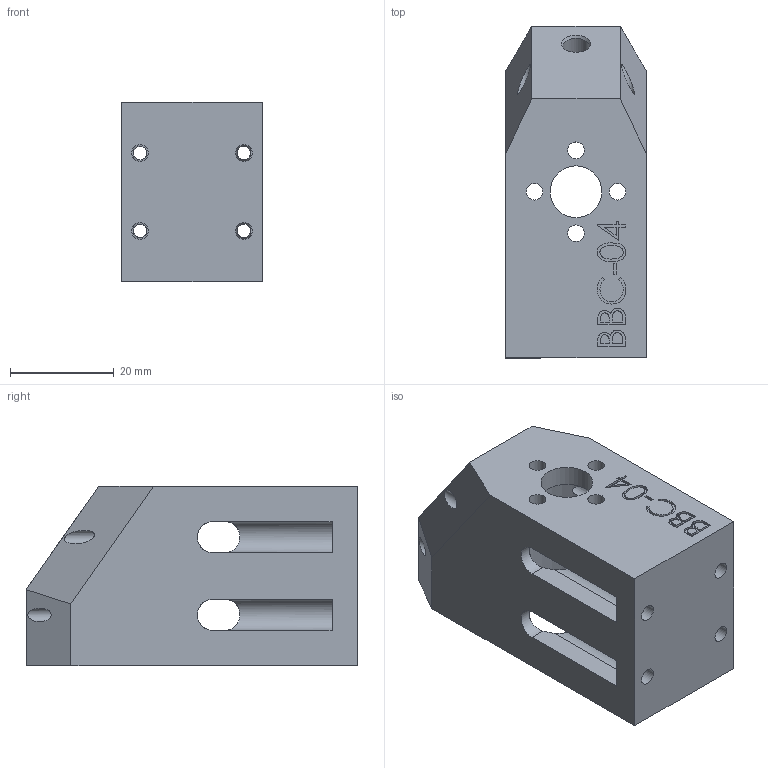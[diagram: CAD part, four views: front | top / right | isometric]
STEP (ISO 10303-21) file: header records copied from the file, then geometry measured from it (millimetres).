
FILE_DESCRIPTION(/* description */ (''),/* implementation_level */ '2;1');
FILE_NAME(/* name */ 'back_coupling_plate_with_heat_set_insert.step',/* time_stamp */ '2020-11-18T20:25:06+01:00',/* author */ (''),/* organization */ (''),/* preprocessor_version */ 'ST-DEVELOPER v18.1',/* originating_system */ 'Autodesk Translation Framework v9.3.0.1241',/* authorisation */ '');
FILE_SCHEMA (('AUTOMOTIVE_DESIGN { 1 0 10303 214 3 1 1 }'));
Length unit declared in the file: millimetre
Products named in the file (2): back_coupling_plate_with_heat_set_insert; bed_coupling_back_plate
Assembly tree (1 placements, depth 2):
  back_coupling_plate_with_heat_set_insert
    bed_coupling_back_plate
Bounding box: 27 x 64 x 34.7 mm (x, y, z)
Volume: 36662.5 mm3; surface area: 13281 mm2
Topology: 1 solids, 1 shells, 151 faces, 414 edges, 275 vertices
Faces by surface type: plane 85, bspline 36, cylinder 29, cone 1
Full cylindrical faces by diameter (mm): 2.6 x4, 3.2 x8, 4 x2, 5.1 x1, 10 x1, 22.5 x1
Entity records: 7431 total; most frequent: CARTESIAN_POINT 3701, ORIENTED_EDGE 828, DIRECTION 611, EDGE_CURVE 414, VERTEX_POINT 275, LINE 253, VECTOR 253, EDGE_LOOP 199
